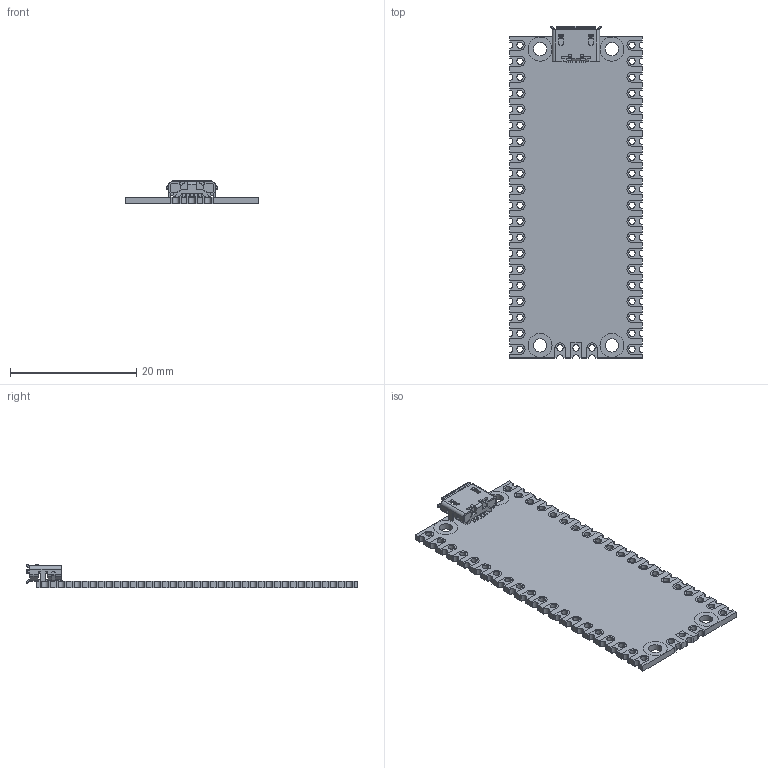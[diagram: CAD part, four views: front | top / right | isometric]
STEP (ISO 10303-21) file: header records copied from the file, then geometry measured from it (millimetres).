
FILE_DESCRIPTION(/* description */ (''),/* implementation_level */ '2;1');
FILE_NAME(/* name */ 'Raspberry Pi Pico.step',/* time_stamp */ '2021-01-21T16:08:08-05:00',/* author */ (''),/* organization */ (''),/* preprocessor_version */ 'ST-DEVELOPER v18.1',/* originating_system */ 'Autodesk Translation Framework v9.7.0.1280',/* authorisation */ '');
FILE_SCHEMA (('AUTOMOTIVE_DESIGN { 1 0 10303 214 3 1 1 }'));
Length unit declared in the file: millimetre
Products named in the file (4): Raspberry Pi Pico; Pico Board; PCB; Micro-USB_breakout v2
Assembly tree (3 placements, depth 3):
  Raspberry Pi Pico
    Pico Board
      PCB
      Micro-USB_breakout v2
Bounding box: 21 x 52.66 x 3.73 mm (x, y, z)
Volume: 1050.8 mm3; surface area: 3217.9 mm2
Topology: 49 solids, 49 shells, 1100 faces, 3035 edges, 2004 vertices
Faces by surface type: plane 741, cylinder 345, bspline 14
Full cylindrical faces by diameter (mm): 1 x43, 2.1 x4, 3.8 x8
Entity records: 35397 total; most frequent: CARTESIAN_POINT 6298, ORIENTED_EDGE 6070, DIRECTION 5953, EDGE_CURVE 3035, LINE 2283, VECTOR 2283, VERTEX_POINT 2004, AXIS2_PLACEMENT_3D 1835
